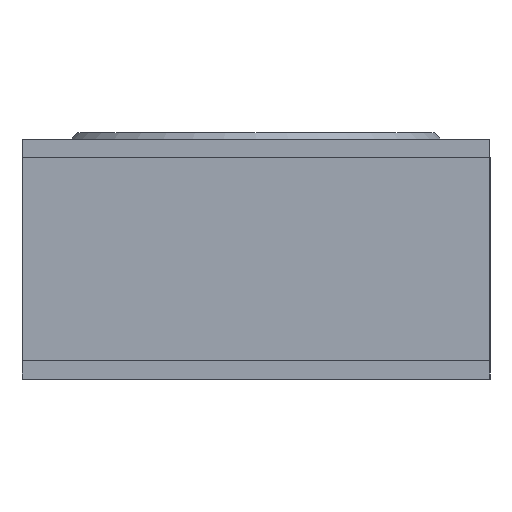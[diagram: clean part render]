
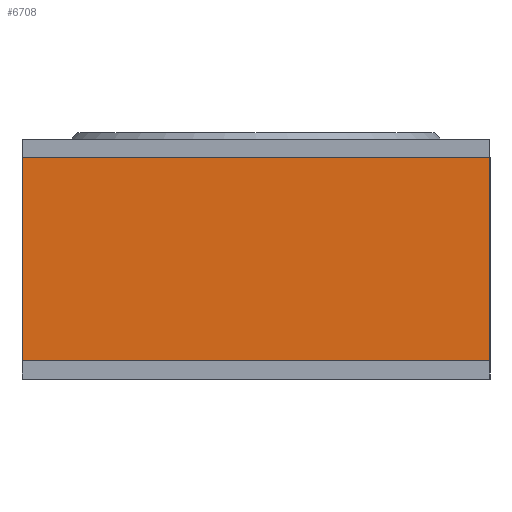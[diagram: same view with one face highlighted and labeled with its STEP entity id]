
A CAD part, left-side view. The second image highlights one B-rep face of the part: STEP entity #6708.
In plain terms, the highlighted planar face has unit normal (-1, 0, 0).
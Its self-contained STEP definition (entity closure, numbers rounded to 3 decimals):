
#6708=ADVANCED_FACE('',(#11615),#11617,.F.);
#11615=FACE_BOUND('',#11616,.T.);
#11616=EDGE_LOOP('',(#13926,#13927,#13928,#13929));
#11617=PLANE('',#11618);
#11618=AXIS2_PLACEMENT_3D('',#11619,#11620,#11621);
#11619=CARTESIAN_POINT('',(0.,0.,0.));
#11620=DIRECTION('',(1.,0.,0.));
#11621=DIRECTION('',(0.,1.,0.));
#13926=ORIENTED_EDGE('',*,*,#15117,.F.);
#13927=ORIENTED_EDGE('',*,*,#15114,.F.);
#13928=ORIENTED_EDGE('',*,*,#15111,.F.);
#13929=ORIENTED_EDGE('',*,*,#15107,.F.);
#15107=EDGE_CURVE('',#16955,#16956,#16957,.T.);
#15111=EDGE_CURVE('',#16956,#16963,#16964,.T.);
#15114=EDGE_CURVE('',#16963,#16968,#16969,.T.);
#15117=EDGE_CURVE('',#16968,#16955,#16973,.T.);
#16955=VERTEX_POINT('',#30311);
#16956=VERTEX_POINT('',#30312);
#16957=LINE('',#30313,#30314);
#16963=VERTEX_POINT('',#30327);
#16964=LINE('',#30328,#30329);
#16968=VERTEX_POINT('',#30338);
#16969=LINE('',#30339,#30340);
#16973=LINE('',#30349,#30350);
#30311=CARTESIAN_POINT('',(0.,19.,-8.25));
#30312=CARTESIAN_POINT('',(0.,19.,8.25));
#30313=CARTESIAN_POINT('',(0.,19.,-8.25));
#30314=VECTOR('',#30315,1.);
#30315=DIRECTION('',(0.,0.,1.));
#30327=CARTESIAN_POINT('',(0.,-19.,8.25));
#30328=CARTESIAN_POINT('',(0.,19.,8.25));
#30329=VECTOR('',#30330,1.);
#30330=DIRECTION('',(0.,-1.,0.));
#30338=CARTESIAN_POINT('',(0.,-19.,-8.25));
#30339=CARTESIAN_POINT('',(0.,-19.,8.25));
#30340=VECTOR('',#30341,1.);
#30341=DIRECTION('',(0.,0.,-1.));
#30349=CARTESIAN_POINT('',(0.,-19.,-8.25));
#30350=VECTOR('',#30351,1.);
#30351=DIRECTION('',(0.,1.,0.));
